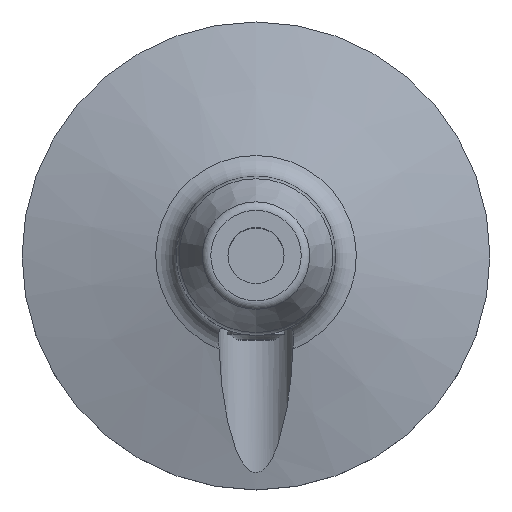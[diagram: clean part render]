
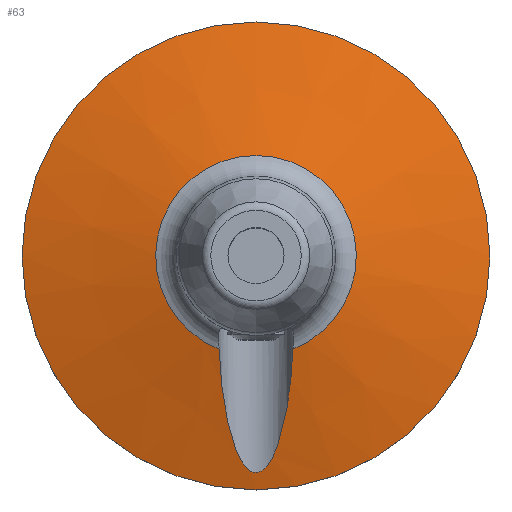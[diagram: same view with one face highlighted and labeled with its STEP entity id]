
A CAD part, top view. The second image highlights one B-rep face of the part: STEP entity #63.
In plain terms, the highlighted conical face has half-angle 75 degrees and reference radius 8.5 mm.
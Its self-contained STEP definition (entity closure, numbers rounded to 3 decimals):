
#63=ADVANCED_FACE('',(#92,#93),#84,.T.);
#84=CONICAL_SURFACE('',#276,8.5,75.);
#88=B_SPLINE_CURVE_WITH_KNOTS('',3,(#399,#400,#401,#402,#403,#404,#405,
#406,#407,#408,#409,#410,#411,#412,#413,#414,#415,#416),.UNSPECIFIED.,.F.,
 .F.,(4,2,2,2,2,2,2,2,4),(0.,0.25,0.375,0.438,0.5,0.563,0.625,0.75,1.),
 .UNSPECIFIED.);
#92=FACE_BOUND('',#126,.T.);
#93=FACE_BOUND('',#127,.T.);
#126=EDGE_LOOP('',(#164));
#127=EDGE_LOOP('',(#165,#166));
#164=ORIENTED_EDGE('',*,*,#231,.F.);
#165=ORIENTED_EDGE('',*,*,#232,.F.);
#166=ORIENTED_EDGE('',*,*,#233,.T.);
#210=VERTEX_POINT('',#398);
#211=VERTEX_POINT('',#417);
#212=VERTEX_POINT('',#418);
#231=EDGE_CURVE('',#210,#210,#254,.T.);
#232=EDGE_CURVE('',#211,#212,#88,.T.);
#233=EDGE_CURVE('',#211,#212,#255,.T.);
#254=CIRCLE('',#274,25.);
#255=CIRCLE('',#275,10.724);
#274=AXIS2_PLACEMENT_3D('',#397,#316,#317);
#275=AXIS2_PLACEMENT_3D('',#419,#318,#319);
#276=AXIS2_PLACEMENT_3D('',#420,#320,#321);
#316=DIRECTION('',(0.,0.,-1.));
#317=DIRECTION('',(0.,1.,0.));
#318=DIRECTION('',(0.,0.,-1.));
#319=DIRECTION('',(0.,1.,0.));
#320=DIRECTION('',(0.,0.,-1.));
#321=DIRECTION('',(0.,1.,0.));
#397=CARTESIAN_POINT('',(0.,0.,5.));
#398=CARTESIAN_POINT('',(0.,25.,5.));
#399=CARTESIAN_POINT('',(-3.943,-9.972,8.825));
#400=CARTESIAN_POINT('',(-3.842,-12.366,8.239));
#401=CARTESIAN_POINT('',(-3.619,-14.751,7.636));
#402=CARTESIAN_POINT('',(-2.921,-18.276,6.741));
#403=CARTESIAN_POINT('',(-2.632,-19.444,6.443));
#404=CARTESIAN_POINT('',(-1.979,-21.124,6.014));
#405=CARTESIAN_POINT('',(-1.727,-21.675,5.873));
#406=CARTESIAN_POINT('',(-1.034,-22.671,5.618));
#407=CARTESIAN_POINT('',(-0.531,-23.186,5.487));
#408=CARTESIAN_POINT('',(0.714,-23.074,5.515));
#409=CARTESIAN_POINT('',(1.152,-22.534,5.654));
#410=CARTESIAN_POINT('',(1.805,-21.519,5.913));
#411=CARTESIAN_POINT('',(2.044,-20.975,6.052));
#412=CARTESIAN_POINT('',(2.67,-19.305,6.479));
#413=CARTESIAN_POINT('',(2.951,-18.144,6.775));
#414=CARTESIAN_POINT('',(3.625,-14.675,7.655));
#415=CARTESIAN_POINT('',(3.844,-12.333,8.247));
#416=CARTESIAN_POINT('',(3.943,-9.972,8.825));
#417=CARTESIAN_POINT('',(-3.943,-9.972,8.825));
#418=CARTESIAN_POINT('',(3.943,-9.972,8.825));
#419=CARTESIAN_POINT('',(0.,0.,8.825));
#420=CARTESIAN_POINT('',(0.,0.,9.421));
